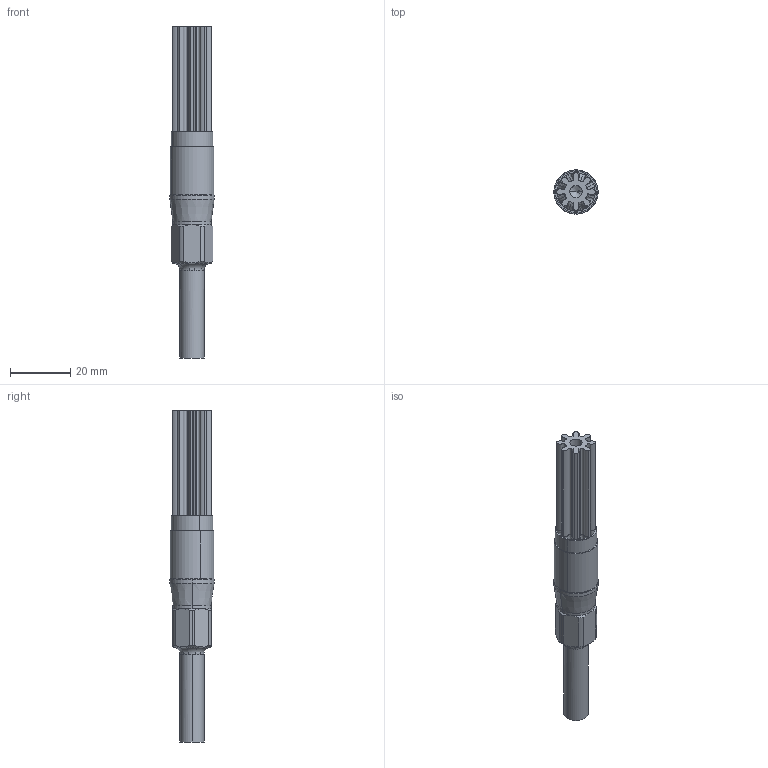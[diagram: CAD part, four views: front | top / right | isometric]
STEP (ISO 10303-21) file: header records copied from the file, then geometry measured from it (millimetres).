
FILE_DESCRIPTION (( 'STEP AP214' ), '1' );
FILE_NAME ('REV-21-6801.STEP', '2025-10-06T21:10:10', ( '' ), ( '' ), 'SwSTEP 2.0', 'SolidWorks 2022', '' );
FILE_SCHEMA (( 'AUTOMOTIVE_DESIGN' ));
Length unit declared in the file: millimetre
Products named in the file (3): REV-21-6801; REV-21-6800-P02
Assembly tree (2 placements, depth 2):
  REV-21-6801
    REV-21-6801
    REV-21-6800-P02
Bounding box: 14.63 x 14.63 x 109.81 mm (x, y, z)
Volume: 9785.9 mm3; surface area: 7965 mm2
Topology: 2 solids, 2 shells, 156 faces, 393 edges, 241 vertices
Faces by surface type: cylinder 57, bspline 38, cone 22, plane 20, torus 19
Entity records: 9355 total; most frequent: CARTESIAN_POINT 5759, ORIENTED_EDGE 778, DIRECTION 665, EDGE_CURVE 389, AXIS2_PLACEMENT_3D 291, VERTEX_POINT 241, CIRCLE 168, EDGE_LOOP 162
